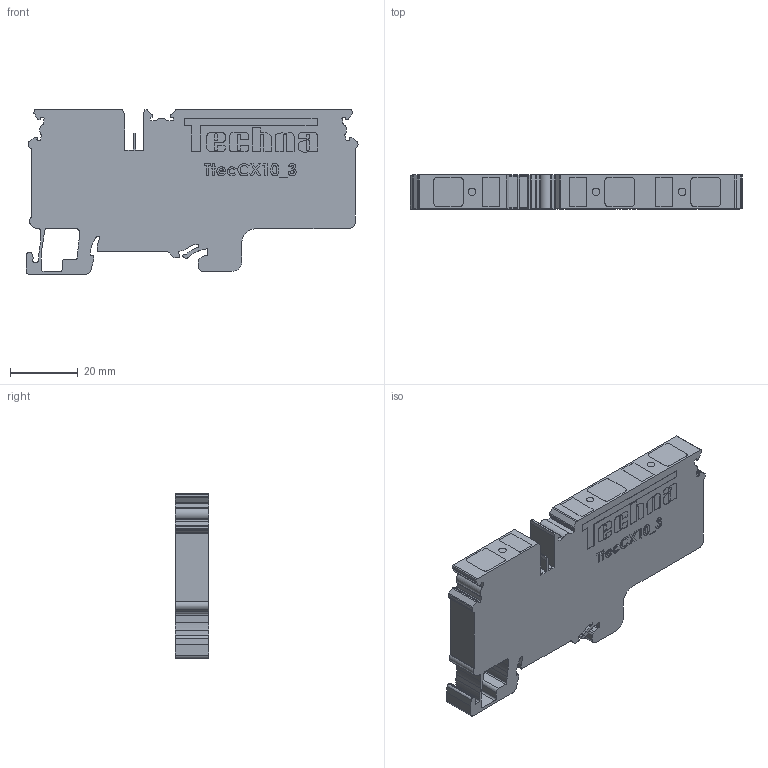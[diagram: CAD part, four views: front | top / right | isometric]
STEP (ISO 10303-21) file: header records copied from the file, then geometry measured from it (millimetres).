
FILE_DESCRIPTION (( 'STEP AP214' ), '1' );
FILE_NAME ('TtecCX10_3.STEP', '2020-07-21T11:20:33', ( '' ), ( '' ), 'SwSTEP 2.0', 'SolidWorks 2020', '' );
FILE_SCHEMA (( 'AUTOMOTIVE_DESIGN' ));
Length unit declared in the file: millimetre
Products named in the file (1): TtecCX10_3
Bounding box: 97.65 x 10 x 48.5 mm (x, y, z)
Volume: 36854.1 mm3; surface area: 11795.4 mm2
Topology: 1 solids, 1 shells, 772 faces, 2165 edges, 1444 vertices
Faces by surface type: plane 419, cylinder 257, bspline 96
Entity records: 35718 total; most frequent: CARTESIAN_POINT 10526, ORIENTED_EDGE 4330, DIRECTION 3842, EDGE_CURVE 2165, LINE 1458, VECTOR 1458, VERTEX_POINT 1444, AXIS2_PLACEMENT_3D 1192
